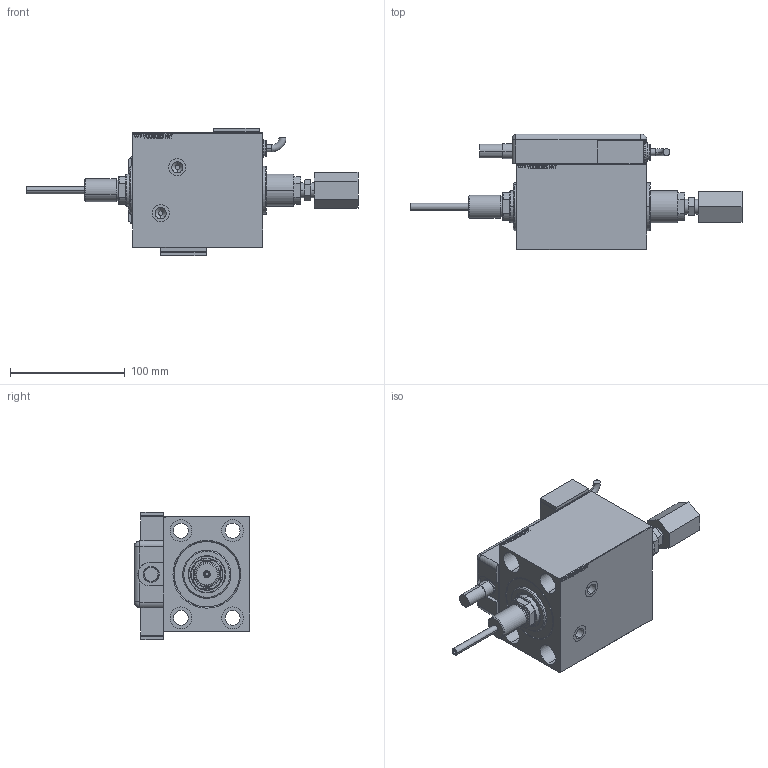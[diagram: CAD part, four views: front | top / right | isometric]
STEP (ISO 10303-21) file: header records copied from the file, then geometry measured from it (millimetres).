
FILE_DESCRIPTION (( 'STEP AP203' ), '1' );
FILE_NAME ('5a32.STEP', '2023-02-10T09:17:05', ( '' ), ( '' ), 'SwSTEP 2.0', 'SolidWorks 2019', '' );
FILE_SCHEMA (( 'CONFIG_CONTROL_DESIGN' ));
Length unit declared in the file: millimetre
Products named in the file (11): V450DCP_B_VCP df099116d1266dce5b4546d9f36e235f; SWITCH_Q_FRONT_BACK df099116d1266dce5b4546d9f36e235f; V450DCP_B_RodCooling_ACCESSORIES df099116d1266dce5b4546d9f36e235f; 5a32; MAGNETIC SWITCH Q df099116d1266dce5b4546d9f36e235f; V450DCP_C_Body df099116d1266dce5b4546d9f36e235f; KRYT df099116d1266dce5b4546d9f36e235f; V450DCP_VC_B df099116d1266dce5b4546d9f36e235f; SWITCH Q df099116d1266dce5b4546d9f36e235f; V450CP_MALE_METRIC df099116d1266dce5b4546d9f36e235f; TYC df099116d1266dce5b4546d9f36e235f
Assembly tree (11 placements, depth 3):
  5a32
    V450DCP_C_Body df099116d1266dce5b4546d9f36e235f
    V450DCP_B_RodCooling_ACCESSORIES df099116d1266dce5b4546d9f36e235f
    MAGNETIC SWITCH Q df099116d1266dce5b4546d9f36e235f
      SWITCH_Q_FRONT_BACK df099116d1266dce5b4546d9f36e235f
      TYC df099116d1266dce5b4546d9f36e235f
      KRYT df099116d1266dce5b4546d9f36e235f
      SWITCH Q df099116d1266dce5b4546d9f36e235f  x2
    V450CP_MALE_METRIC df099116d1266dce5b4546d9f36e235f
    V450DCP_B_VCP df099116d1266dce5b4546d9f36e235f
    V450DCP_VC_B df099116d1266dce5b4546d9f36e235f
Bounding box: 289.2 x 100.8 x 111 mm (x, y, z)
Volume: 925469.1 mm3; surface area: 195980 mm2
Topology: 11 solids, 11 shells, 1306 faces, 3282 edges, 2162 vertices
Faces by surface type: plane 626, bspline 471, cylinder 149, cone 36, torus 22, sphere 2
Entity records: 61135 total; most frequent: CARTESIAN_POINT 32444, ORIENTED_EDGE 6372, DIRECTION 4188, EDGE_CURVE 3186, VERTEX_POINT 2102, VECTOR 1868, LINE 1868, EDGE_LOOP 1452
